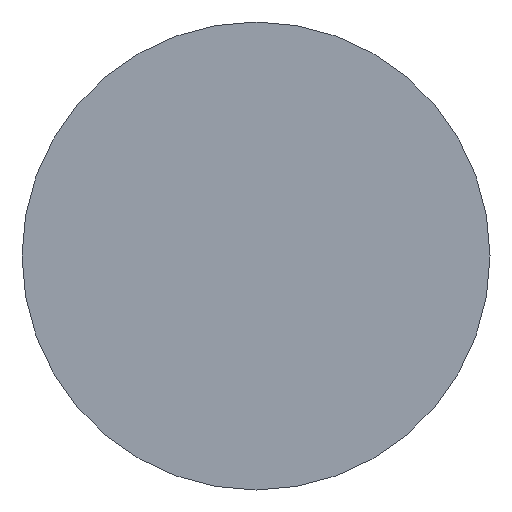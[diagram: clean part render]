
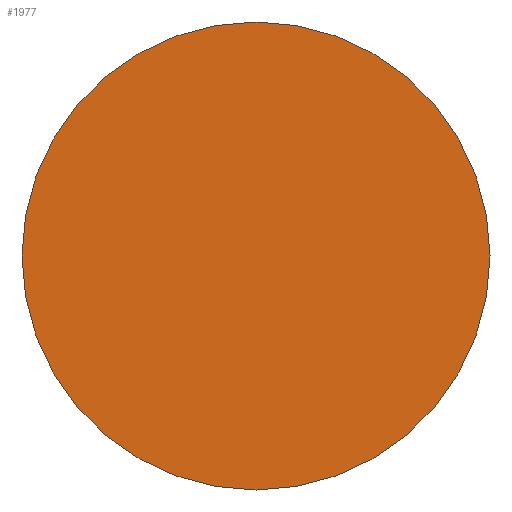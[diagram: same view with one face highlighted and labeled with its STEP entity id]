
A CAD part, left-side view. The second image highlights one B-rep face of the part: STEP entity #1977.
In plain terms, the highlighted planar face has unit normal (-1, 0, 0).
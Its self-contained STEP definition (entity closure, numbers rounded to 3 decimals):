
#7 = CARTESIAN_POINT ( 'NONE',  ( -75., 0., 0. ) ) ;
#151 = DIRECTION ( 'NONE',  ( 0., -1., 0. ) ) ;
#163 = DIRECTION ( 'NONE',  ( -1., 0., 0. ) ) ;
#280 = EDGE_LOOP ( 'NONE', ( #1923, #1973 ) ) ;
#325 = CIRCLE ( 'NONE', #2322, 6. ) ;
#585 = FACE_OUTER_BOUND ( 'NONE', #280, .T. ) ;
#694 = EDGE_CURVE ( 'NONE', #1385, #1047, #2117, .T. ) ;
#773 = EDGE_CURVE ( 'NONE', #1047, #1385, #325, .T. ) ;
#978 = DIRECTION ( 'NONE',  ( 1., 0., 0. ) ) ;
#1047 = VERTEX_POINT ( 'NONE', #1719 ) ;
#1193 = AXIS2_PLACEMENT_3D ( 'NONE', #2069, #163, #151 ) ;
#1233 = DIRECTION ( 'NONE',  ( 1., 0., 0. ) ) ;
#1264 = AXIS2_PLACEMENT_3D ( 'NONE', #7, #978, #1718 ) ;
#1328 = PLANE ( 'NONE',  #1193 ) ;
#1385 = VERTEX_POINT ( 'NONE', #2052 ) ;
#1518 = DIRECTION ( 'NONE',  ( 0., 1., 0. ) ) ;
#1718 = DIRECTION ( 'NONE',  ( 0., 1., 0. ) ) ;
#1719 = CARTESIAN_POINT ( 'NONE',  ( -75., -6., 0. ) ) ;
#1923 = ORIENTED_EDGE ( 'NONE', *, *, #694, .F. ) ;
#1973 = ORIENTED_EDGE ( 'NONE', *, *, #773, .F. ) ;
#1977 = ADVANCED_FACE ( 'NONE', ( #585 ), #1328, .T. ) ;
#2052 = CARTESIAN_POINT ( 'NONE',  ( -75., 6., 0. ) ) ;
#2069 = CARTESIAN_POINT ( 'NONE',  ( -75., 0., 0. ) ) ;
#2117 = CIRCLE ( 'NONE', #1264, 6. ) ;
#2322 = AXIS2_PLACEMENT_3D ( 'NONE', #2354, #1233, #1518 ) ;
#2354 = CARTESIAN_POINT ( 'NONE',  ( -75., 0., 0. ) ) ;
